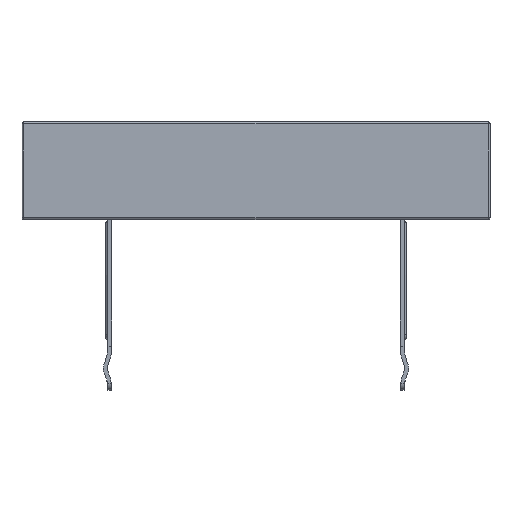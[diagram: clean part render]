
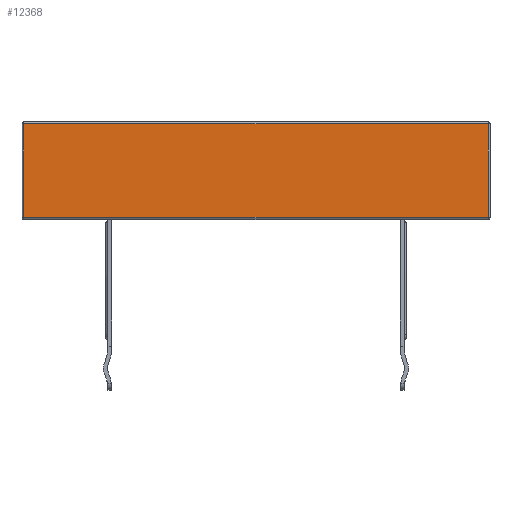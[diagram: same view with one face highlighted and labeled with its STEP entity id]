
A CAD part, top view. The second image highlights one B-rep face of the part: STEP entity #12368.
In plain terms, the highlighted planar face has unit normal (0, 0, 1).
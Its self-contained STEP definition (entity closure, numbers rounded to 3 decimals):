
#238 = FACE_OUTER_BOUND ( 'NONE', #6493, .T. ) ;
#700 = DIRECTION ( 'NONE',  ( -1., 0., 0. ) ) ;
#1318 = EDGE_CURVE ( 'NONE', #18849, #14152, #3422, .T. ) ;
#3079 = DIRECTION ( 'NONE',  ( -1., 0., 0. ) ) ;
#3422 = LINE ( 'NONE', #16001, #23001 ) ;
#4001 = DIRECTION ( 'NONE',  ( 0., 1., 0. ) ) ;
#4975 = CARTESIAN_POINT ( 'NONE',  ( -24., 0.2, 5. ) ) ;
#5844 = EDGE_CURVE ( 'NONE', #21033, #8966, #21090, .T. ) ;
#6308 = EDGE_CURVE ( 'NONE', #8966, #18849, #20000, .T. ) ;
#6493 = EDGE_LOOP ( 'NONE', ( #15270, #14947, #18986, #10685 ) ) ;
#6772 = LINE ( 'NONE', #12420, #22029 ) ;
#7756 = VECTOR ( 'NONE', #4001, 1000. ) ;
#7791 = EDGE_CURVE ( 'NONE', #14152, #21033, #6772, .T. ) ;
#8966 = VERTEX_POINT ( 'NONE', #13481 ) ;
#9592 = PLANE ( 'NONE',  #17154 ) ;
#10685 = ORIENTED_EDGE ( 'NONE', *, *, #1318, .T. ) ;
#10706 = CARTESIAN_POINT ( 'NONE',  ( 23.8, 10., 5. ) ) ;
#10781 = DIRECTION ( 'NONE',  ( 0., -1., 0. ) ) ;
#10889 = CARTESIAN_POINT ( 'NONE',  ( -23.8, 0.2, 5. ) ) ;
#12368 = ADVANCED_FACE ( 'NONE', ( #238 ), #9592, .F. ) ;
#12420 = CARTESIAN_POINT ( 'NONE',  ( -23.8, 10., 5. ) ) ;
#12646 = VECTOR ( 'NONE', #17565, 1000. ) ;
#12670 = CARTESIAN_POINT ( 'NONE',  ( 23.8, 9.8, 5. ) ) ;
#13481 = CARTESIAN_POINT ( 'NONE',  ( 23.8, 0.2, 5. ) ) ;
#14152 = VERTEX_POINT ( 'NONE', #22076 ) ;
#14947 = ORIENTED_EDGE ( 'NONE', *, *, #5844, .T. ) ;
#15270 = ORIENTED_EDGE ( 'NONE', *, *, #7791, .T. ) ;
#16001 = CARTESIAN_POINT ( 'NONE',  ( -24., 9.8, 5. ) ) ;
#16439 = DIRECTION ( 'NONE',  ( 0., 0., -1. ) ) ;
#17154 = AXIS2_PLACEMENT_3D ( 'NONE', #21736, #16439, #700 ) ;
#17565 = DIRECTION ( 'NONE',  ( 1., 0., 0. ) ) ;
#18849 = VERTEX_POINT ( 'NONE', #12670 ) ;
#18986 = ORIENTED_EDGE ( 'NONE', *, *, #6308, .T. ) ;
#20000 = LINE ( 'NONE', #10706, #7756 ) ;
#21033 = VERTEX_POINT ( 'NONE', #10889 ) ;
#21090 = LINE ( 'NONE', #4975, #12646 ) ;
#21736 = CARTESIAN_POINT ( 'NONE',  ( -24., 10., 5. ) ) ;
#22029 = VECTOR ( 'NONE', #10781, 1000. ) ;
#22076 = CARTESIAN_POINT ( 'NONE',  ( -23.8, 9.8, 5. ) ) ;
#23001 = VECTOR ( 'NONE', #3079, 1000. ) ;
